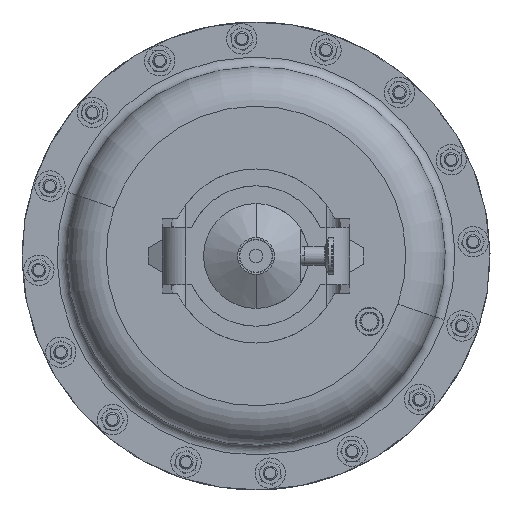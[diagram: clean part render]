
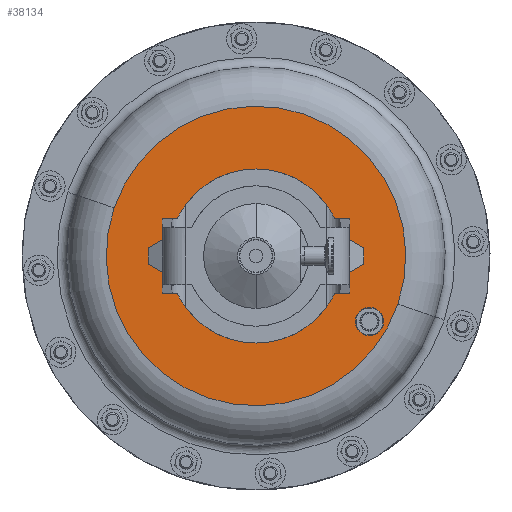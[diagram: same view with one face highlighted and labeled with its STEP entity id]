
A CAD part, front view. The second image highlights one B-rep face of the part: STEP entity #38134.
In plain terms, the highlighted planar face has unit normal (0, -1, 0).
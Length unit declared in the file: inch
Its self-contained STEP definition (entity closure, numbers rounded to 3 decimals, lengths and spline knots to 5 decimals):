
#420 = VERTEX_POINT ( 'NONE', #24514 ) ;
#670 = CARTESIAN_POINT ( 'NONE',  ( 3.03109, 8.578, -1.75 ) ) ;
#835 = EDGE_LOOP ( 'NONE', ( #19649, #35591 ) ) ;
#1419 = CIRCLE ( 'NONE', #35389, 0.375 ) ;
#2049 = DIRECTION ( 'NONE',  ( 0., -1., 0. ) ) ;
#2168 = AXIS2_PLACEMENT_3D ( 'NONE', #6182, #31557, #25068 ) ;
#2960 = CARTESIAN_POINT ( 'NONE',  ( 0., 8.578, 0. ) ) ;
#3304 = DIRECTION ( 'NONE',  ( 0., 0., -1. ) ) ;
#4547 = EDGE_CURVE ( 'NONE', #420, #34822, #1419, .T. ) ;
#5282 = EDGE_CURVE ( 'NONE', #23675, #15563, #18664, .T. ) ;
#5640 = EDGE_LOOP ( 'NONE', ( #19136, #22716 ) ) ;
#6146 = CARTESIAN_POINT ( 'NONE',  ( 3.78772, 8.578, -1.28576 ) ) ;
#6182 = CARTESIAN_POINT ( 'NONE',  ( 0., 8.578, 0. ) ) ;
#7910 = DIRECTION ( 'NONE',  ( 0., -1., 0. ) ) ;
#8191 = EDGE_LOOP ( 'NONE', ( #26645, #22490 ) ) ;
#10454 = VERTEX_POINT ( 'NONE', #37554 ) ;
#13675 = FACE_BOUND ( 'NONE', #5640, .T. ) ;
#14335 = VERTEX_POINT ( 'NONE', #18369 ) ;
#15422 = DIRECTION ( 'NONE',  ( 0., -1., 0. ) ) ;
#15563 = VERTEX_POINT ( 'NONE', #6146 ) ;
#17311 = DIRECTION ( 'NONE',  ( -0.947, 0., 0.321 ) ) ;
#17380 = AXIS2_PLACEMENT_3D ( 'NONE', #29990, #7910, #17311 ) ;
#18369 = CARTESIAN_POINT ( 'NONE',  ( 0., 8.578, 2.325 ) ) ;
#18664 = CIRCLE ( 'NONE', #2168, 4. ) ;
#19136 = ORIENTED_EDGE ( 'NONE', *, *, #28052, .F. ) ;
#19649 = ORIENTED_EDGE ( 'NONE', *, *, #27125, .F. ) ;
#19931 = CIRCLE ( 'NONE', #21591, 4. ) ;
#20153 = DIRECTION ( 'NONE',  ( 0.249, 0., -0.969 ) ) ;
#20289 = CARTESIAN_POINT ( 'NONE',  ( 3.03109, 8.578, -1.75 ) ) ;
#20973 = EDGE_CURVE ( 'NONE', #34822, #420, #40800, .T. ) ;
#21591 = AXIS2_PLACEMENT_3D ( 'NONE', #2960, #27911, #25001 ) ;
#21721 = CARTESIAN_POINT ( 'NONE',  ( -3.78772, 8.578, 1.28576 ) ) ;
#22490 = ORIENTED_EDGE ( 'NONE', *, *, #4547, .T. ) ;
#22716 = ORIENTED_EDGE ( 'NONE', *, *, #25614, .F. ) ;
#23675 = VERTEX_POINT ( 'NONE', #21721 ) ;
#24514 = CARTESIAN_POINT ( 'NONE',  ( 2.93778, 8.578, -1.38679 ) ) ;
#24559 = AXIS2_PLACEMENT_3D ( 'NONE', #670, #31669, #28384 ) ;
#25001 = DIRECTION ( 'NONE',  ( 0.947, 0., -0.321 ) ) ;
#25068 = DIRECTION ( 'NONE',  ( 0.947, 0., -0.321 ) ) ;
#25614 = EDGE_CURVE ( 'NONE', #14335, #10454, #28967, .T. ) ;
#26645 = ORIENTED_EDGE ( 'NONE', *, *, #20973, .T. ) ;
#26805 = PLANE ( 'NONE',  #17380 ) ;
#27125 = EDGE_CURVE ( 'NONE', #15563, #23675, #19931, .T. ) ;
#27911 = DIRECTION ( 'NONE',  ( 0., 1., 0. ) ) ;
#28052 = EDGE_CURVE ( 'NONE', #10454, #14335, #33198, .T. ) ;
#28384 = DIRECTION ( 'NONE',  ( 0.249, 0., -0.969 ) ) ;
#28967 = CIRCLE ( 'NONE', #32892, 2.325 ) ;
#29990 = CARTESIAN_POINT ( 'NONE',  ( -1.28576, 8.578, -3.78772 ) ) ;
#30309 = CARTESIAN_POINT ( 'NONE',  ( 0., 8.578, 0. ) ) ;
#31557 = DIRECTION ( 'NONE',  ( 0., 1., 0. ) ) ;
#31669 = DIRECTION ( 'NONE',  ( 0., 1., 0. ) ) ;
#31694 = CARTESIAN_POINT ( 'NONE',  ( 0., 8.578, 0. ) ) ;
#31967 = FACE_OUTER_BOUND ( 'NONE', #835, .T. ) ;
#32892 = AXIS2_PLACEMENT_3D ( 'NONE', #31694, #15422, #3304 ) ;
#33198 = CIRCLE ( 'NONE', #39540, 2.325 ) ;
#33472 = DIRECTION ( 'NONE',  ( 0., 0., -1. ) ) ;
#34415 = FACE_BOUND ( 'NONE', #8191, .T. ) ;
#34822 = VERTEX_POINT ( 'NONE', #35412 ) ;
#35389 = AXIS2_PLACEMENT_3D ( 'NONE', #20289, #39108, #20153 ) ;
#35412 = CARTESIAN_POINT ( 'NONE',  ( 3.1244, 8.578, -2.11321 ) ) ;
#35591 = ORIENTED_EDGE ( 'NONE', *, *, #5282, .F. ) ;
#37554 = CARTESIAN_POINT ( 'NONE',  ( 0., 8.578, -2.325 ) ) ;
#38134 = ADVANCED_FACE ( 'NONE', ( #13675, #31967, #34415 ), #26805, .T. ) ;
#39108 = DIRECTION ( 'NONE',  ( 0., 1., 0. ) ) ;
#39540 = AXIS2_PLACEMENT_3D ( 'NONE', #30309, #2049, #33472 ) ;
#40800 = CIRCLE ( 'NONE', #24559, 0.375 ) ;
